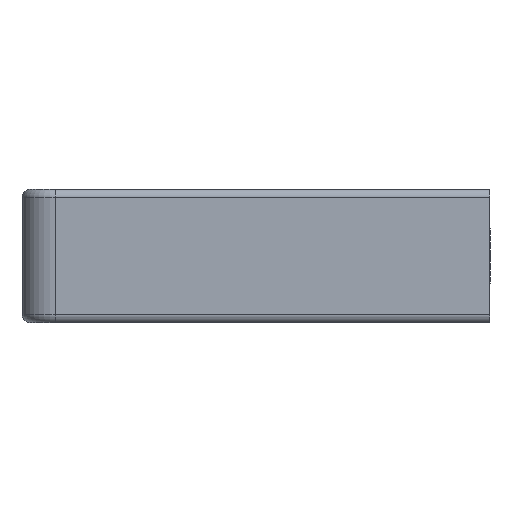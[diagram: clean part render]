
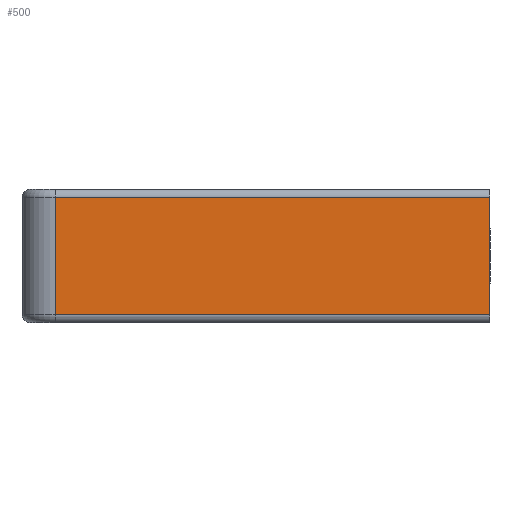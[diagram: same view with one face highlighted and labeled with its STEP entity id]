
A CAD part, left-side view. The second image highlights one B-rep face of the part: STEP entity #500.
In plain terms, the highlighted planar face has unit normal (-1, 0, 0).
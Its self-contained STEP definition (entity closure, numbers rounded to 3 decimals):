
#6 = DIRECTION ( 'NONE',  ( 0., 0., -1. ) ) ;
#50 = LINE ( 'NONE', #580, #744 ) ;
#59 = FACE_OUTER_BOUND ( 'NONE', #817, .T. ) ;
#98 = LINE ( 'NONE', #911, #577 ) ;
#111 = VERTEX_POINT ( 'NONE', #702 ) ;
#133 = VERTEX_POINT ( 'NONE', #636 ) ;
#193 = CARTESIAN_POINT ( 'NONE',  ( -52.5, 0., 3.5 ) ) ;
#209 = ORIENTED_EDGE ( 'NONE', *, *, #405, .T. ) ;
#230 = LINE ( 'NONE', #536, #884 ) ;
#276 = ORIENTED_EDGE ( 'NONE', *, *, #706, .F. ) ;
#292 = CARTESIAN_POINT ( 'NONE',  ( -52.5, 28., 4. ) ) ;
#315 = VERTEX_POINT ( 'NONE', #331 ) ;
#331 = CARTESIAN_POINT ( 'NONE',  ( -52.5, 0., -3.5 ) ) ;
#344 = ORIENTED_EDGE ( 'NONE', *, *, #868, .T. ) ;
#405 = EDGE_CURVE ( 'NONE', #111, #133, #50, .T. ) ;
#500 = ADVANCED_FACE ( 'NONE', ( #59 ), #671, .F. ) ;
#536 = CARTESIAN_POINT ( 'NONE',  ( -52.5, 26., 3.5 ) ) ;
#556 = LINE ( 'NONE', #861, #594 ) ;
#574 = EDGE_CURVE ( 'NONE', #133, #315, #98, .T. ) ;
#577 = VECTOR ( 'NONE', #849, 1000. ) ;
#580 = CARTESIAN_POINT ( 'NONE',  ( -52.5, 26., 4. ) ) ;
#594 = VECTOR ( 'NONE', #873, 1000. ) ;
#603 = VERTEX_POINT ( 'NONE', #193 ) ;
#615 = ORIENTED_EDGE ( 'NONE', *, *, #574, .T. ) ;
#636 = CARTESIAN_POINT ( 'NONE',  ( -52.5, 26., -3.5 ) ) ;
#671 = PLANE ( 'NONE',  #926 ) ;
#702 = CARTESIAN_POINT ( 'NONE',  ( -52.5, 26., 3.5 ) ) ;
#706 = EDGE_CURVE ( 'NONE', #603, #315, #556, .T. ) ;
#744 = VECTOR ( 'NONE', #969, 1000. ) ;
#817 = EDGE_LOOP ( 'NONE', ( #209, #615, #276, #344 ) ) ;
#836 = DIRECTION ( 'NONE',  ( 0., 1., 0. ) ) ;
#849 = DIRECTION ( 'NONE',  ( 0., -1., 0. ) ) ;
#861 = CARTESIAN_POINT ( 'NONE',  ( -52.5, 0., 4. ) ) ;
#868 = EDGE_CURVE ( 'NONE', #603, #111, #230, .T. ) ;
#873 = DIRECTION ( 'NONE',  ( 0., 0., -1. ) ) ;
#884 = VECTOR ( 'NONE', #836, 1000. ) ;
#911 = CARTESIAN_POINT ( 'NONE',  ( -52.5, 28., -3.5 ) ) ;
#918 = DIRECTION ( 'NONE',  ( 1., 0., 0. ) ) ;
#926 = AXIS2_PLACEMENT_3D ( 'NONE', #292, #918, #6 ) ;
#969 = DIRECTION ( 'NONE',  ( 0., 0., -1. ) ) ;
